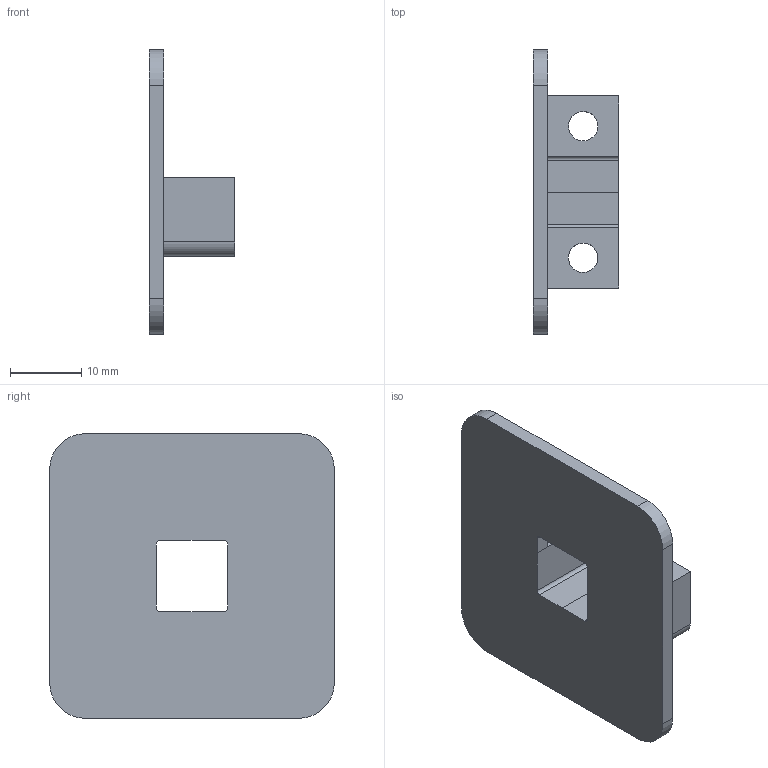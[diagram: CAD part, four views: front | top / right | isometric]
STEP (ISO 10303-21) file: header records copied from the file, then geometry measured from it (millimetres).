
FILE_DESCRIPTION(('CATIA V5 STEP Exchange'),'2;1');
FILE_NAME('insert_gauche.stp','2018-06-03T13:08:50+00:00',('none'),('none'),'CATIA Version 5 Release 20 GA (IN-10)','CATIA V5 STEP AP203','none');
FILE_SCHEMA(('CONFIG_CONTROL_DESIGN'));
Length unit declared in the file: millimetre
Products named in the file (1): insert_gauche_carre
Bounding box: 12 x 40 x 40 mm (x, y, z)
Volume: 4916.1 mm3; surface area: 4449.2 mm2
Topology: 1 solids, 1 shells, 34 faces, 94 edges, 62 vertices
Faces by surface type: plane 20, cylinder 14
Entity records: 1081 total; most frequent: ORIENTED_EDGE 188, CARTESIAN_POINT 184, DIRECTION 148, EDGE_CURVE 94, VECTOR 66, LINE 66, VERTEX_POINT 62, AXIS2_PLACEMENT_3D 56
